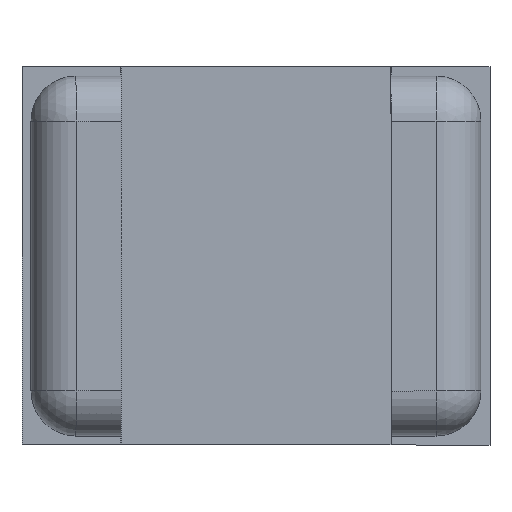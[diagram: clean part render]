
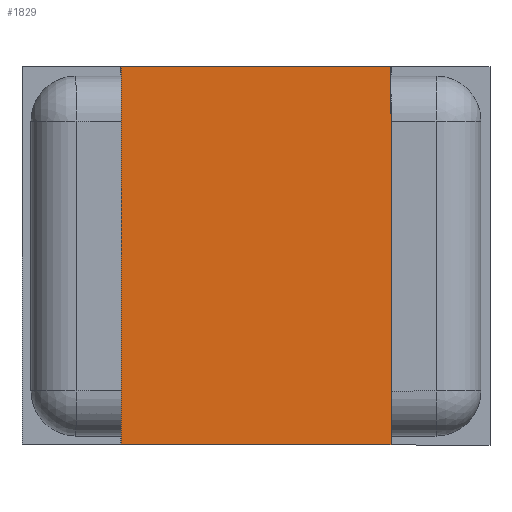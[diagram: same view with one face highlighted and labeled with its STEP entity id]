
A CAD part, left-side view. The second image highlights one B-rep face of the part: STEP entity #1829.
In plain terms, the highlighted planar face has unit normal (-1, 0, 0).
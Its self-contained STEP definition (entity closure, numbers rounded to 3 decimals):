
#1829 = ADVANCED_FACE ( 'NONE', ( #13365 ), #5360, .F. ) ;
#2358 = DIRECTION ( 'NONE',  ( 0., 0., 1. ) ) ;
#2494 = DIRECTION ( 'NONE',  ( 0., 0., -1. ) ) ;
#2767 = LINE ( 'NONE', #13479, #6869 ) ;
#2858 = DIRECTION ( 'NONE',  ( 0., -1., 0. ) ) ;
#5360 = PLANE ( 'NONE',  #14603 ) ;
#6431 = DIRECTION ( 'NONE',  ( 0., 1., 0. ) ) ;
#6582 = VECTOR ( 'NONE', #2494, 1000. ) ;
#6804 = VERTEX_POINT ( 'NONE', #10049 ) ;
#6869 = VECTOR ( 'NONE', #2858, 1000. ) ;
#7781 = LINE ( 'NONE', #10500, #15445 ) ;
#8279 = CARTESIAN_POINT ( 'NONE',  ( -0.51, 0.15, 0.41 ) ) ;
#8469 = EDGE_LOOP ( 'NONE', ( #10540, #10795, #9186, #9010 ) ) ;
#9010 = ORIENTED_EDGE ( 'NONE', *, *, #13087, .T. ) ;
#9058 = LINE ( 'NONE', #14428, #12029 ) ;
#9186 = ORIENTED_EDGE ( 'NONE', *, *, #14450, .T. ) ;
#10015 = VERTEX_POINT ( 'NONE', #8279 ) ;
#10049 = CARTESIAN_POINT ( 'NONE',  ( -0.51, -0.15, -0.01 ) ) ;
#10500 = CARTESIAN_POINT ( 'NONE',  ( -0.51, -0.15, 0.41 ) ) ;
#10540 = ORIENTED_EDGE ( 'NONE', *, *, #11769, .T. ) ;
#10795 = ORIENTED_EDGE ( 'NONE', *, *, #14359, .T. ) ;
#11610 = CARTESIAN_POINT ( 'NONE',  ( -0.51, 0.15, 0.41 ) ) ;
#11769 = EDGE_CURVE ( 'NONE', #13802, #10015, #9058, .T. ) ;
#11974 = LINE ( 'NONE', #11610, #6582 ) ;
#12029 = VECTOR ( 'NONE', #6431, 1000. ) ;
#12141 = DIRECTION ( 'NONE',  ( 0., 0., -1. ) ) ;
#12831 = CARTESIAN_POINT ( 'NONE',  ( -0.51, -0.15, 0.41 ) ) ;
#13087 = EDGE_CURVE ( 'NONE', #6804, #13802, #7781, .T. ) ;
#13365 = FACE_OUTER_BOUND ( 'NONE', #8469, .T. ) ;
#13479 = CARTESIAN_POINT ( 'NONE',  ( -0.51, 0.15, -0.01 ) ) ;
#13802 = VERTEX_POINT ( 'NONE', #12831 ) ;
#14359 = EDGE_CURVE ( 'NONE', #10015, #15453, #11974, .T. ) ;
#14428 = CARTESIAN_POINT ( 'NONE',  ( -0.51, 0.15, 0.41 ) ) ;
#14450 = EDGE_CURVE ( 'NONE', #15453, #6804, #2767, .T. ) ;
#14603 = AXIS2_PLACEMENT_3D ( 'NONE', #14940, #14767, #12141 ) ;
#14767 = DIRECTION ( 'NONE',  ( 1., 0., 0. ) ) ;
#14940 = CARTESIAN_POINT ( 'NONE',  ( -0.51, 0., 0. ) ) ;
#15186 = CARTESIAN_POINT ( 'NONE',  ( -0.51, 0.15, -0.01 ) ) ;
#15445 = VECTOR ( 'NONE', #2358, 1000. ) ;
#15453 = VERTEX_POINT ( 'NONE', #15186 ) ;
